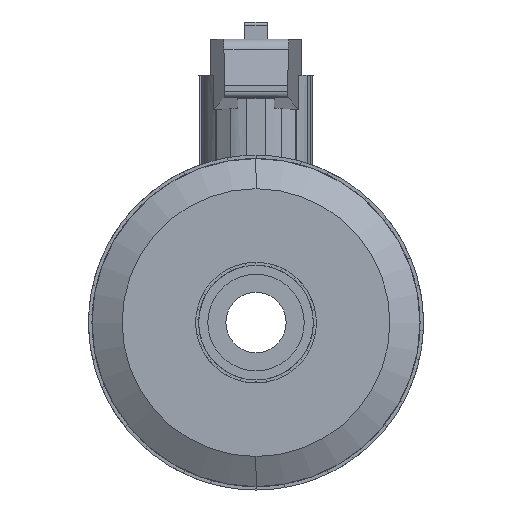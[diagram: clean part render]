
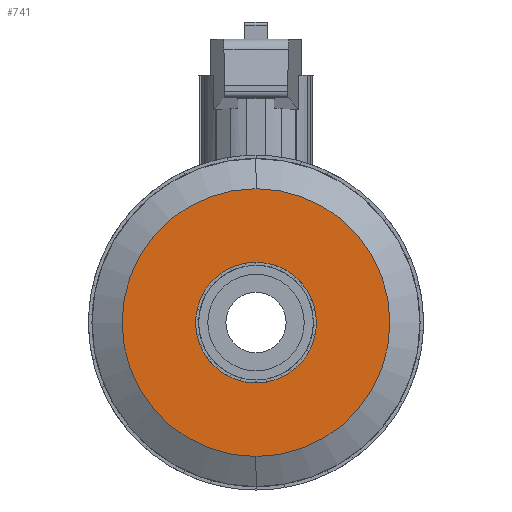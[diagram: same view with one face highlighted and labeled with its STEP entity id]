
A CAD part, left-side view. The second image highlights one B-rep face of the part: STEP entity #741.
In plain terms, the highlighted planar face has unit normal (-1, 0, 0).
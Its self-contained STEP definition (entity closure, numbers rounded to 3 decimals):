
#741=ADVANCED_FACE('',(#1702,#1703),#1704,.T.);
#1702=FACE_BOUND('',#2891,.T.);
#1703=FACE_OUTER_BOUND('',#2892,.T.);
#1704=PLANE('',#2893);
#2891=EDGE_LOOP('',(#5318,#5319));
#2892=EDGE_LOOP('',(#5320,#5321));
#2893=AXIS2_PLACEMENT_3D('',#5322,#5323,#5324);
#5318=ORIENTED_EDGE('',*,*,#8104,.F.);
#5319=ORIENTED_EDGE('',*,*,#7542,.F.);
#5320=ORIENTED_EDGE('',*,*,#7547,.T.);
#5321=ORIENTED_EDGE('',*,*,#8102,.T.);
#5322=CARTESIAN_POINT('',(-30.047,0.0,16.1));
#5323=DIRECTION('',(-1.0,0.0,0.0));
#5324=DIRECTION('',(0.0,-0.0,1.0));
#7542=EDGE_CURVE('',#9254,#9250,#9256,.T.);
#7547=EDGE_CURVE('',#9259,#9263,#9265,.T.);
#8102=EDGE_CURVE('',#9263,#9259,#10090,.T.);
#8104=EDGE_CURVE('',#9250,#9254,#10092,.T.);
#9250=VERTEX_POINT('',#11584);
#9254=VERTEX_POINT('',#11589);
#9256=CIRCLE('',#11592,10.0);
#9259=VERTEX_POINT('',#11595);
#9263=VERTEX_POINT('',#11600);
#9265=CIRCLE('',#11603,22.2);
#10090=CIRCLE('',#12730,22.2);
#10092=CIRCLE('',#12732,10.0);
#11584=CARTESIAN_POINT('',(-30.047,0.0,10.0));
#11589=CARTESIAN_POINT('',(-30.047,0.,-10.0));
#11592=AXIS2_PLACEMENT_3D('',#14357,#14358,#14359);
#11595=CARTESIAN_POINT('',(-30.047,0.0,22.2));
#11600=CARTESIAN_POINT('',(-30.047,0.,-22.2));
#11603=AXIS2_PLACEMENT_3D('',#14365,#14366,#14367);
#12730=AXIS2_PLACEMENT_3D('',#14997,#14998,#14999);
#12732=AXIS2_PLACEMENT_3D('',#15000,#15001,#15002);
#14357=CARTESIAN_POINT('',(-30.047,0.0,0.0));
#14358=DIRECTION('',(-1.0,0.0,0.0));
#14359=DIRECTION('',(0.0,-0.0,1.0));
#14365=CARTESIAN_POINT('',(-30.047,0.0,0.0));
#14366=DIRECTION('',(-1.0,0.0,0.0));
#14367=DIRECTION('',(0.0,-0.0,1.0));
#14997=CARTESIAN_POINT('',(-30.047,0.0,0.0));
#14998=DIRECTION('',(-1.0,0.0,0.0));
#14999=DIRECTION('',(0.0,-0.0,1.0));
#15000=CARTESIAN_POINT('',(-30.047,0.0,0.0));
#15001=DIRECTION('',(-1.0,0.0,0.0));
#15002=DIRECTION('',(0.0,-0.0,1.0));
